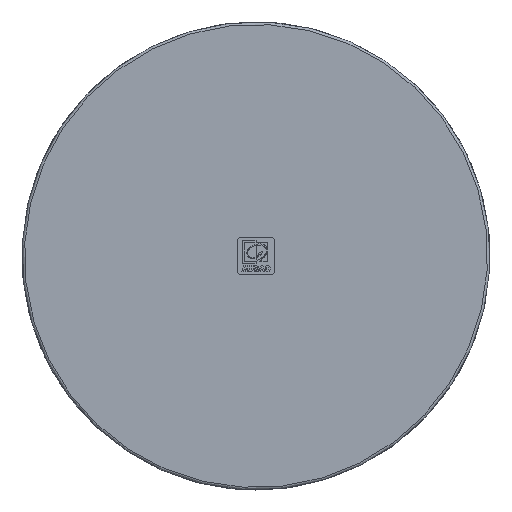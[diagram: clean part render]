
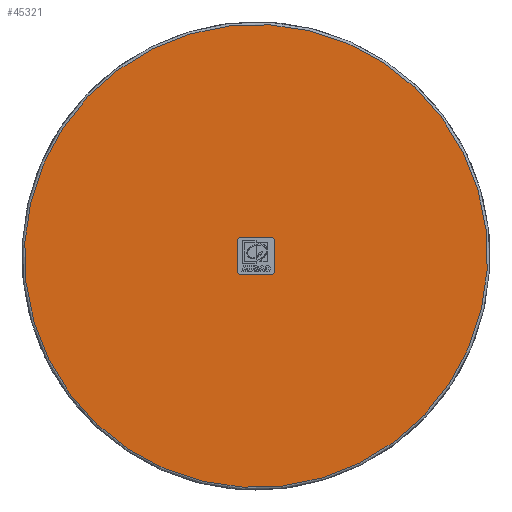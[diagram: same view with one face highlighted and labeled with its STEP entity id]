
A CAD part, top view. The second image highlights one B-rep face of the part: STEP entity #45321.
In plain terms, the highlighted planar face has unit normal (0, 0, 1).
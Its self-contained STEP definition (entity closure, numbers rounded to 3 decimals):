
#1180=FACE_BOUND('',#9288,.T.);
#4085=PLANE('',#49397);
#6577=FACE_OUTER_BOUND('',#9287,.T.);
#9287=EDGE_LOOP('',(#40276));
#9288=EDGE_LOOP('',(#40277,#40278,#40279,#40280,#40281,#40282,#40283,#40284));
#12037=LINE('',#94128,#15050);
#12042=LINE('',#94142,#15055);
#12218=LINE('',#95698,#15231);
#12219=LINE('',#95700,#15232);
#15050=VECTOR('',#59626,10.);
#15055=VECTOR('',#59641,10.);
#15231=VECTOR('',#59981,10.);
#15232=VECTOR('',#59984,10.);
#16855=CIRCLE('',#49085,1.);
#16859=CIRCLE('',#49100,1.);
#16860=CIRCLE('',#49102,1.);
#16861=CIRCLE('',#49105,1.);
#16960=CIRCLE('',#49395,95.);
#20680=VERTEX_POINT('',#93416);
#20681=VERTEX_POINT('',#93418);
#20783=VERTEX_POINT('',#94127);
#20784=VERTEX_POINT('',#94131);
#20785=VERTEX_POINT('',#94135);
#20786=VERTEX_POINT('',#94137);
#20787=VERTEX_POINT('',#94141);
#20788=VERTEX_POINT('',#94145);
#21057=VERTEX_POINT('',#96381);
#26901=EDGE_CURVE('',#20681,#20680,#16855,.T.);
#27005=EDGE_CURVE('',#20783,#20681,#12037,.T.);
#27007=EDGE_CURVE('',#20784,#20783,#16859,.T.);
#27010=EDGE_CURVE('',#20786,#20785,#16860,.T.);
#27012=EDGE_CURVE('',#20787,#20786,#12042,.T.);
#27014=EDGE_CURVE('',#20788,#20787,#16861,.T.);
#27245=EDGE_CURVE('',#20680,#20788,#12218,.T.);
#27246=EDGE_CURVE('',#20785,#20784,#12219,.T.);
#27478=EDGE_CURVE('',#21057,#21057,#16960,.T.);
#40276=ORIENTED_EDGE('',*,*,#27478,.F.);
#40277=ORIENTED_EDGE('',*,*,#27010,.T.);
#40278=ORIENTED_EDGE('',*,*,#27246,.T.);
#40279=ORIENTED_EDGE('',*,*,#27007,.T.);
#40280=ORIENTED_EDGE('',*,*,#27005,.T.);
#40281=ORIENTED_EDGE('',*,*,#26901,.T.);
#40282=ORIENTED_EDGE('',*,*,#27245,.T.);
#40283=ORIENTED_EDGE('',*,*,#27014,.T.);
#40284=ORIENTED_EDGE('',*,*,#27012,.T.);
#45321=ADVANCED_FACE('',(#6577,#1180),#4085,.T.);
#49085=AXIS2_PLACEMENT_3D('',#93419,#59546,#59547);
#49100=AXIS2_PLACEMENT_3D('',#94132,#59630,#59631);
#49102=AXIS2_PLACEMENT_3D('',#94138,#59636,#59637);
#49105=AXIS2_PLACEMENT_3D('',#94146,#59645,#59646);
#49395=AXIS2_PLACEMENT_3D('',#96382,#60486,#60487);
#49397=AXIS2_PLACEMENT_3D('',#96384,#60490,#60491);
#59546=DIRECTION('center_axis',(0.,0.,-1.));
#59547=DIRECTION('ref_axis',(-0.707,-0.707,0.));
#59626=DIRECTION('',(-1.,0.,0.));
#59630=DIRECTION('center_axis',(0.,0.,-1.));
#59631=DIRECTION('ref_axis',(0.707,-0.707,0.));
#59636=DIRECTION('center_axis',(0.,0.,-1.));
#59637=DIRECTION('ref_axis',(0.707,0.707,0.));
#59641=DIRECTION('',(1.,0.,0.));
#59645=DIRECTION('center_axis',(0.,0.,-1.));
#59646=DIRECTION('ref_axis',(-0.707,0.707,0.));
#59981=DIRECTION('',(0.,1.,0.));
#59984=DIRECTION('',(0.,-1.,0.));
#60486=DIRECTION('center_axis',(0.,0.,-1.));
#60487=DIRECTION('ref_axis',(0.998,-0.059,0.));
#60490=DIRECTION('center_axis',(0.,0.,1.));
#60491=DIRECTION('ref_axis',(-0.059,-0.998,0.));
#93416=CARTESIAN_POINT('',(-7.5,-6.5,2.9));
#93418=CARTESIAN_POINT('',(-6.5,-7.5,2.9));
#93419=CARTESIAN_POINT('Origin',(-6.5,-6.5,2.9));
#94127=CARTESIAN_POINT('',(6.5,-7.5,2.9));
#94128=CARTESIAN_POINT('',(-3.75,-7.5,2.9));
#94131=CARTESIAN_POINT('',(7.5,-6.5,2.9));
#94132=CARTESIAN_POINT('Origin',(6.5,-6.5,2.9));
#94135=CARTESIAN_POINT('',(7.5,6.5,2.9));
#94137=CARTESIAN_POINT('',(6.5,7.5,2.9));
#94138=CARTESIAN_POINT('Origin',(6.5,6.5,2.9));
#94141=CARTESIAN_POINT('',(-6.5,7.5,2.9));
#94142=CARTESIAN_POINT('',(3.75,7.5,2.9));
#94145=CARTESIAN_POINT('',(-7.5,6.5,2.9));
#94146=CARTESIAN_POINT('Origin',(-6.5,6.5,2.9));
#95698=CARTESIAN_POINT('',(-7.5,3.75,2.9));
#95700=CARTESIAN_POINT('',(7.5,-3.75,2.9));
#96381=CARTESIAN_POINT('',(5.634,94.833,2.9));
#96382=CARTESIAN_POINT('Origin',(0.,0.,2.9));
#96384=CARTESIAN_POINT('Origin',(0.,0.,
2.9));
